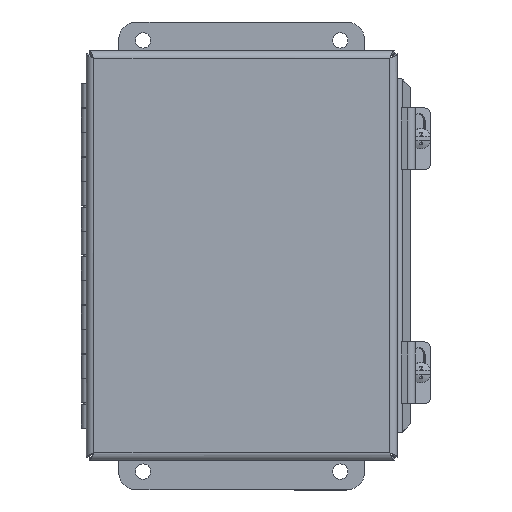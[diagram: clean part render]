
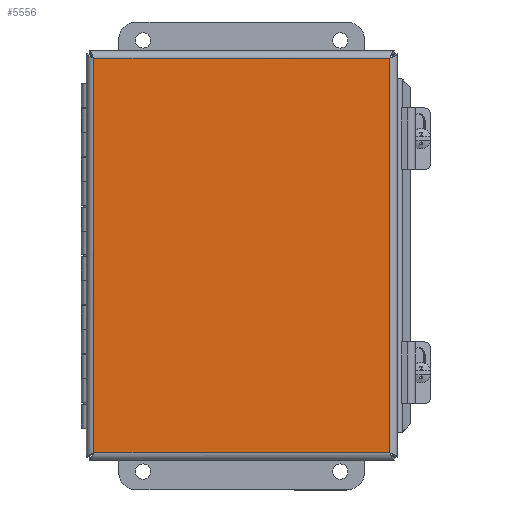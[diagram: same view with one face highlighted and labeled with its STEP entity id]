
A CAD part, top view. The second image highlights one B-rep face of the part: STEP entity #5556.
In plain terms, the highlighted face is planar.
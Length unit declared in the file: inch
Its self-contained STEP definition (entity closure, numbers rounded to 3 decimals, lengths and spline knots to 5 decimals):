
#582=PLANE('',#5939);
#842=FACE_OUTER_BOUND('',#1211,.T.);
#1211=EDGE_LOOP('',(#4509,#4510,#4511,#4512));
#1741=LINE('',#9123,#2217);
#1757=LINE('',#9225,#2233);
#1771=LINE('',#9322,#2247);
#1778=LINE('',#9405,#2254);
#2217=VECTOR('',#6973,8.007);
#2233=VECTOR('',#7003,6.007);
#2247=VECTOR('',#7031,8.007);
#2254=VECTOR('',#7048,6.007);
#2643=VERTEX_POINT('',#9114);
#2644=VERTEX_POINT('',#9122);
#2655=VERTEX_POINT('',#9217);
#2663=VERTEX_POINT('',#9314);
#3256=EDGE_CURVE('',#2644,#2643,#1741,.T.);
#3276=EDGE_CURVE('',#2643,#2655,#1757,.T.);
#3294=EDGE_CURVE('',#2655,#2663,#1771,.T.);
#3305=EDGE_CURVE('',#2663,#2644,#1778,.T.);
#4509=ORIENTED_EDGE('',*,*,#3256,.T.);
#4510=ORIENTED_EDGE('',*,*,#3276,.T.);
#4511=ORIENTED_EDGE('',*,*,#3294,.T.);
#4512=ORIENTED_EDGE('',*,*,#3305,.T.);
#5556=ADVANCED_FACE('',(#842),#582,.F.);
#5939=AXIS2_PLACEMENT_3D('',#9491,#7073,#7074);
#6973=DIRECTION('',(0.,-1.,0.));
#7003=DIRECTION('',(-1.,0.,0.));
#7031=DIRECTION('',(0.,1.,0.));
#7048=DIRECTION('',(1.,0.,0.));
#7073=DIRECTION('center_axis',(0.,0.,1.));
#7074=DIRECTION('ref_axis',(1.,0.,0.));
#9114=CARTESIAN_POINT('',(6.15975,0.15275,0.));
#9122=CARTESIAN_POINT('',(6.15975,8.15975,0.));
#9123=CARTESIAN_POINT('',(6.15975,6.158,0.));
#9217=CARTESIAN_POINT('',(0.15275,0.15275,0.));
#9225=CARTESIAN_POINT('',(4.658,0.15275,0.));
#9314=CARTESIAN_POINT('',(0.15275,8.15975,0.));
#9322=CARTESIAN_POINT('',(0.15275,2.1545,0.));
#9405=CARTESIAN_POINT('',(1.6545,8.15975,0.));
#9491=CARTESIAN_POINT('Origin',(3.15625,4.15625,0.));
